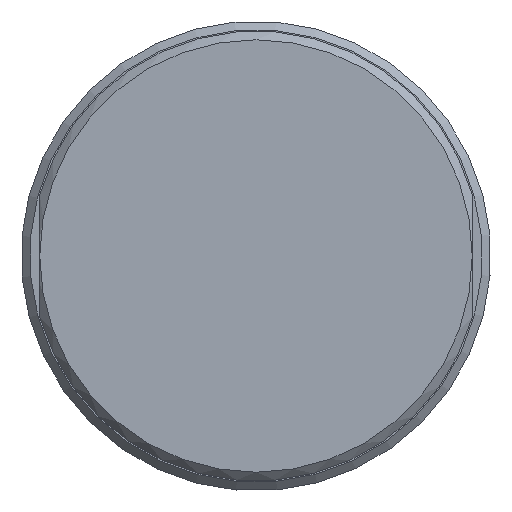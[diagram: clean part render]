
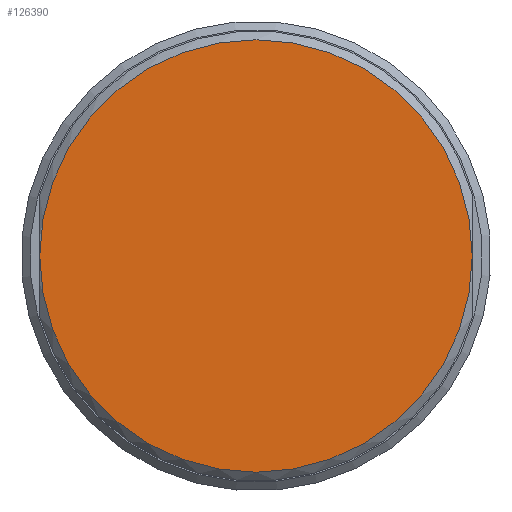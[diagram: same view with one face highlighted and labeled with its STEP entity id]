
A CAD part, left-side view. The second image highlights one B-rep face of the part: STEP entity #126390.
In plain terms, the highlighted planar face has unit normal (-1, 0, 0).
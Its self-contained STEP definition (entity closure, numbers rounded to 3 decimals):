
#126073=CARTESIAN_POINT('',(0.0,-12.5,0.));
#126074=VERTEX_POINT('',#126073);
#126265=CARTESIAN_POINT('',(0.0,12.5,0.));
#126266=VERTEX_POINT('',#126265);
#126267=CARTESIAN_POINT('',(0.0,0.0,0.0));
#126268=DIRECTION('',(1.0,0.0,0.0));
#126269=DIRECTION('',(0.0,-1.0,0.0));
#126270=AXIS2_PLACEMENT_3D('',#126267,#126268,#126269);
#126271=CIRCLE('',#126270,12.5);
#126272=EDGE_CURVE('',#126074,#126266,#126271,.T.);
#126353=CARTESIAN_POINT('',(0.0,0.0,0.0));
#126354=DIRECTION('',(1.0,0.0,0.0));
#126355=DIRECTION('',(0.0,-1.0,0.0));
#126356=AXIS2_PLACEMENT_3D('',#126353,#126354,#126355);
#126357=CIRCLE('',#126356,12.5);
#126358=EDGE_CURVE('',#126266,#126074,#126357,.T.);
#126381=CARTESIAN_POINT('',(0.0,10.688,0.0));
#126382=DIRECTION('',(-1.0,0.0,0.0));
#126383=DIRECTION('',(0.0,0.0,1.0));
#126384=AXIS2_PLACEMENT_3D('',#126381,#126382,#126383);
#126385=PLANE('',#126384);
#126386=ORIENTED_EDGE('',*,*,#126358,.F.);
#126387=ORIENTED_EDGE('',*,*,#126272,.F.);
#126388=EDGE_LOOP('',(#126386,#126387));
#126389=FACE_OUTER_BOUND('',#126388,.T.);
#126390=ADVANCED_FACE('',(#126389),#126385,.T.);
